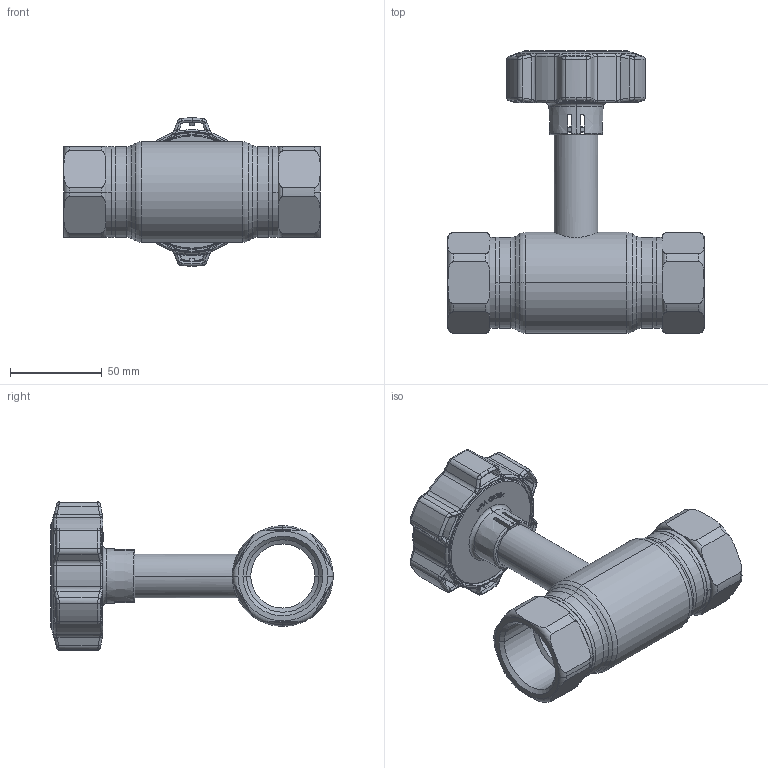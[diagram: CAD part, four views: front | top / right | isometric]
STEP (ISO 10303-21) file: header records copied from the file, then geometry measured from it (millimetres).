
FILE_DESCRIPTION (( 'STEP AP214' ), '1' );
FILE_NAME ('2032002001-0200.step', '2023-12-18T09:57:35', ( '' ), ( '' ), 'SwSTEP 2.0', 'SolidWorks 2021', '' );
FILE_SCHEMA (( 'AUTOMOTIVE_DESIGN' ));
Length unit declared in the file: millimetre
Products named in the file (1): 2032002001-0200
Bounding box: 140 x 154.1 x 81 mm (x, y, z)
Surface area: 63247.5 mm2 (no closed solid volume)
Topology: 0 solids, 14 shells, 590 faces, 1724 edges, 1118 vertices
Faces by surface type: bspline 179, cylinder 155, plane 115, torus 73, cone 68
Entity records: 36669 total; most frequent: CARTESIAN_POINT 16504, ORIENTED_EDGE 2999, DIRECTION 2361, EDGE_CURVE 1724, VERTEX_POINT 1118, AXIS2_PLACEMENT_3D 934, B_SPLINE_CURVE_WITH_KNOTS 661, EDGE_LOOP 621
